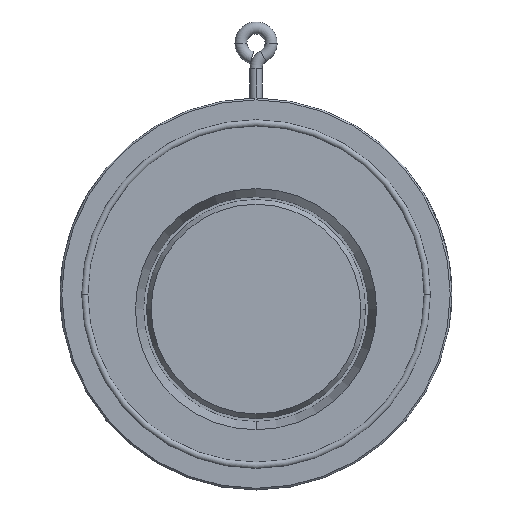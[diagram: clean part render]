
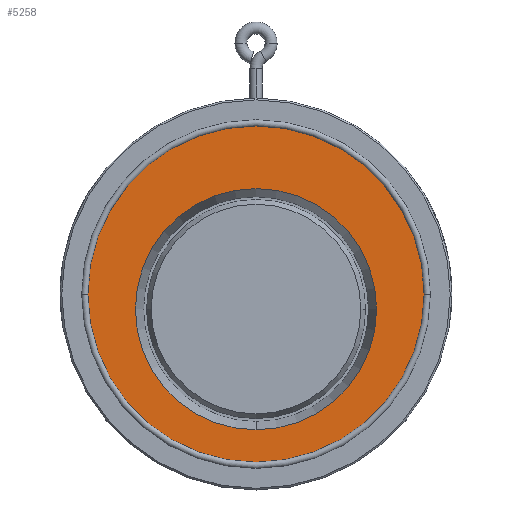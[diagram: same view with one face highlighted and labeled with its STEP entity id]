
A CAD part, top view. The second image highlights one B-rep face of the part: STEP entity #5258.
In plain terms, the highlighted planar face has unit normal (0, 0, 1).
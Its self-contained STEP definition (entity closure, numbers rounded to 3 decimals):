
#169 = AXIS2_PLACEMENT_3D ( 'NONE', #7764, #7685, #6543 ) ;
#281 = AXIS2_PLACEMENT_3D ( 'NONE', #5732, #5128, #7554 ) ;
#674 = DIRECTION ( 'NONE',  ( 0., 0., 1. ) ) ;
#896 = EDGE_CURVE ( 'NONE', #1977, #4573, #927, .T. ) ;
#927 = CIRCLE ( 'NONE', #5016, 83.72 ) ;
#963 = AXIS2_PLACEMENT_3D ( 'NONE', #4524, #674, #3134 ) ;
#1227 = CARTESIAN_POINT ( 'NONE',  ( 0., 0., 0. ) ) ;
#1415 = CARTESIAN_POINT ( 'NONE',  ( 0., 0., 0. ) ) ;
#1603 = CIRCLE ( 'NONE', #963, 60.04 ) ;
#1671 = DIRECTION ( 'NONE',  ( -1., 0., 0. ) ) ;
#1751 = EDGE_CURVE ( 'NONE', #3523, #6076, #2708, .T. ) ;
#1977 = VERTEX_POINT ( 'NONE', #3859 ) ;
#2391 = DIRECTION ( 'NONE',  ( 0., 0., -1. ) ) ;
#2708 = CIRCLE ( 'NONE', #281, 60.04 ) ;
#2829 = ORIENTED_EDGE ( 'NONE', *, *, #896, .F. ) ;
#3096 = EDGE_LOOP ( 'NONE', ( #6263, #7282 ) ) ;
#3134 = DIRECTION ( 'NONE',  ( 0., -1., 0. ) ) ;
#3523 = VERTEX_POINT ( 'NONE', #5328 ) ;
#3750 = DIRECTION ( 'NONE',  ( -1., 0., 0. ) ) ;
#3859 = CARTESIAN_POINT ( 'NONE',  ( 83.72, 0., 0. ) ) ;
#4151 = AXIS2_PLACEMENT_3D ( 'NONE', #1227, #2391, #1671 ) ;
#4475 = EDGE_CURVE ( 'NONE', #4573, #1977, #7833, .T. ) ;
#4524 = CARTESIAN_POINT ( 'NONE',  ( 0., -7.5, 0. ) ) ;
#4573 = VERTEX_POINT ( 'NONE', #5982 ) ;
#4902 = ORIENTED_EDGE ( 'NONE', *, *, #4475, .F. ) ;
#5016 = AXIS2_PLACEMENT_3D ( 'NONE', #1415, #5722, #3750 ) ;
#5128 = DIRECTION ( 'NONE',  ( 0., 0., 1. ) ) ;
#5224 = EDGE_LOOP ( 'NONE', ( #4902, #2829 ) ) ;
#5231 = FACE_OUTER_BOUND ( 'NONE', #5224, .T. ) ;
#5258 = ADVANCED_FACE ( 'NONE', ( #5231, #5950 ), #5265, .T. ) ;
#5265 = PLANE ( 'NONE',  #169 ) ;
#5328 = CARTESIAN_POINT ( 'NONE',  ( 0., -67.54, 0. ) ) ;
#5722 = DIRECTION ( 'NONE',  ( 0., 0., -1. ) ) ;
#5732 = CARTESIAN_POINT ( 'NONE',  ( 0., -7.5, 0. ) ) ;
#5950 = FACE_BOUND ( 'NONE', #3096, .T. ) ;
#5982 = CARTESIAN_POINT ( 'NONE',  ( -83.72, 0., 0. ) ) ;
#6076 = VERTEX_POINT ( 'NONE', #7889 ) ;
#6263 = ORIENTED_EDGE ( 'NONE', *, *, #1751, .F. ) ;
#6543 = DIRECTION ( 'NONE',  ( 1., 0., 0. ) ) ;
#6578 = EDGE_CURVE ( 'NONE', #6076, #3523, #1603, .T. ) ;
#7282 = ORIENTED_EDGE ( 'NONE', *, *, #6578, .F. ) ;
#7554 = DIRECTION ( 'NONE',  ( 0., -1., 0. ) ) ;
#7685 = DIRECTION ( 'NONE',  ( 0., 0., 1. ) ) ;
#7764 = CARTESIAN_POINT ( 'NONE',  ( 0., 0., 0. ) ) ;
#7833 = CIRCLE ( 'NONE', #4151, 83.72 ) ;
#7889 = CARTESIAN_POINT ( 'NONE',  ( 0., 52.54, 0. ) ) ;
